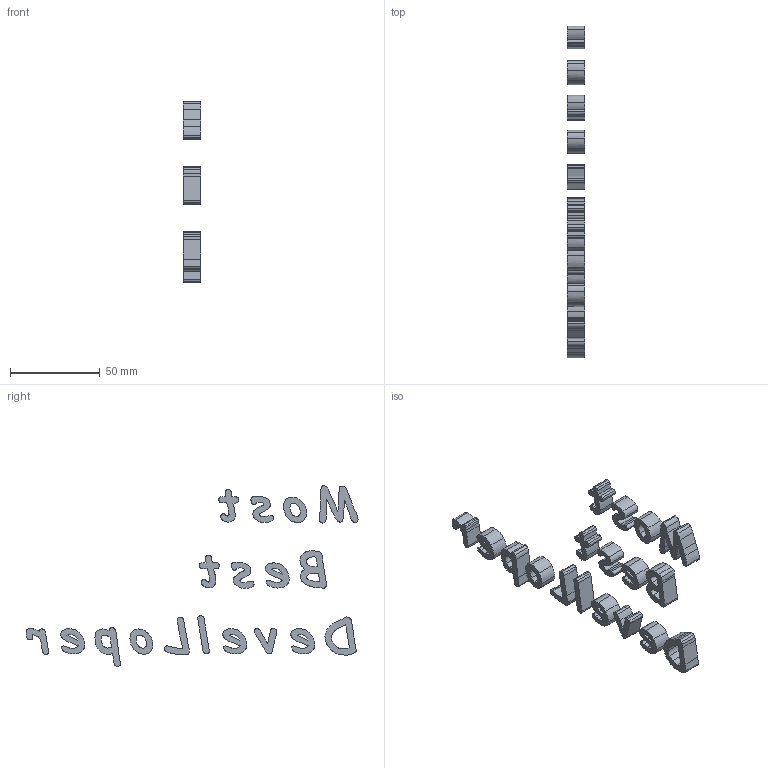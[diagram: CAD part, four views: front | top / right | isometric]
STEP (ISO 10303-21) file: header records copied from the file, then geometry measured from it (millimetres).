
FILE_DESCRIPTION(/* description */ (''),/* implementation_level */ '2;1');
FILE_NAME(/* name */ 'Component1.stp',/* time_stamp */ '2025-09-12T00:18:13+02:00',/* author */ (''),/* organization */ (''),/* preprocessor_version */ 'ST-DEVELOPER v20.1',/* originating_system */ 'Autodesk Translation Framework v14.10.0.0',/* authorisation */ '');
FILE_SCHEMA (('AUTOMOTIVE_DESIGN { 1 0 10303 214 3 1 1 }','INTEGRATED_CNC_SCHEMA'));
Length unit declared in the file: millimetre
Products named in the file (1): FusionComponent
Bounding box: 10 x 184.79 x 100.51 mm (x, y, z)
Volume: 21754.8 mm3; surface area: 17513.2 mm2
Topology: 18 solids, 18 shells, 421 faces, 1155 edges, 770 vertices
Faces by surface type: bspline 347, plane 74
Entity records: 16595 total; most frequent: CARTESIAN_POINT 8246, ORIENTED_EDGE 2310, EDGE_CURVE 1155, VERTEX_POINT 770, B_SPLINE_CURVE_WITH_KNOTS 694, DIRECTION 611, LINE 461, VECTOR 461
